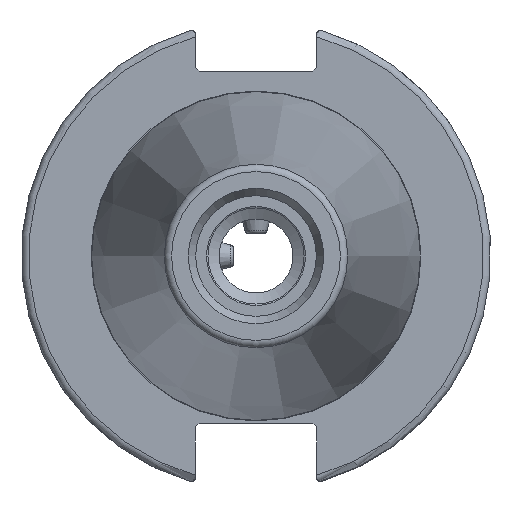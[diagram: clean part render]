
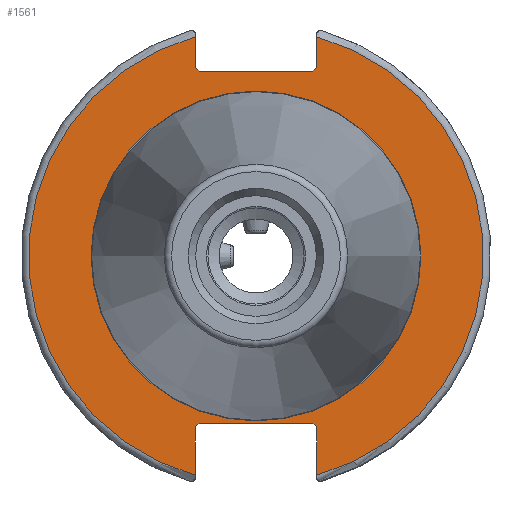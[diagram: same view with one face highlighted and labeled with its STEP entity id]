
A CAD part, left-side view. The second image highlights one B-rep face of the part: STEP entity #1561.
In plain terms, the highlighted planar face has unit normal (-1, 0, 0).
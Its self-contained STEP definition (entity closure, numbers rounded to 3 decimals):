
#57=FACE_BOUND('',#270,.T.);
#68=PLANE('',#1759);
#164=FACE_OUTER_BOUND('',#269,.T.);
#269=EDGE_LOOP('',(#1180,#1181,#1182,#1183,#1184,#1185,#1186,#1187,#1188,
#1189,#1190,#1191));
#270=EDGE_LOOP('',(#1192));
#368=LINE('',#2661,#477);
#369=LINE('',#2663,#478);
#370=LINE('',#2665,#479);
#371=LINE('',#2667,#480);
#372=LINE('',#2669,#481);
#373=LINE('',#2673,#482);
#374=LINE('',#2675,#483);
#375=LINE('',#2677,#484);
#376=LINE('',#2679,#485);
#377=LINE('',#2680,#486);
#477=VECTOR('',#2041,10.);
#478=VECTOR('',#2042,10.);
#479=VECTOR('',#2043,10.);
#480=VECTOR('',#2044,10.);
#481=VECTOR('',#2045,10.);
#482=VECTOR('',#2048,10.);
#483=VECTOR('',#2049,10.);
#484=VECTOR('',#2050,10.);
#485=VECTOR('',#2051,10.);
#486=VECTOR('',#2052,10.);
#595=CIRCLE('',#1757,22.3);
#597=CIRCLE('',#1760,30.75);
#598=CIRCLE('',#1761,30.75);
#717=VERTEX_POINT('',#2652);
#718=VERTEX_POINT('',#2657);
#719=VERTEX_POINT('',#2658);
#720=VERTEX_POINT('',#2660);
#721=VERTEX_POINT('',#2662);
#722=VERTEX_POINT('',#2664);
#723=VERTEX_POINT('',#2666);
#724=VERTEX_POINT('',#2668);
#725=VERTEX_POINT('',#2670);
#726=VERTEX_POINT('',#2672);
#727=VERTEX_POINT('',#2674);
#728=VERTEX_POINT('',#2676);
#729=VERTEX_POINT('',#2678);
#888=EDGE_CURVE('',#717,#717,#595,.T.);
#890=EDGE_CURVE('',#718,#719,#597,.T.);
#891=EDGE_CURVE('',#718,#720,#368,.T.);
#892=EDGE_CURVE('',#721,#720,#369,.T.);
#893=EDGE_CURVE('',#721,#722,#370,.T.);
#894=EDGE_CURVE('',#723,#722,#371,.T.);
#895=EDGE_CURVE('',#723,#724,#372,.T.);
#896=EDGE_CURVE('',#725,#724,#598,.T.);
#897=EDGE_CURVE('',#725,#726,#373,.T.);
#898=EDGE_CURVE('',#727,#726,#374,.T.);
#899=EDGE_CURVE('',#727,#728,#375,.T.);
#900=EDGE_CURVE('',#729,#728,#376,.T.);
#901=EDGE_CURVE('',#729,#719,#377,.T.);
#1180=ORIENTED_EDGE('',*,*,#890,.F.);
#1181=ORIENTED_EDGE('',*,*,#891,.T.);
#1182=ORIENTED_EDGE('',*,*,#892,.F.);
#1183=ORIENTED_EDGE('',*,*,#893,.T.);
#1184=ORIENTED_EDGE('',*,*,#894,.F.);
#1185=ORIENTED_EDGE('',*,*,#895,.T.);
#1186=ORIENTED_EDGE('',*,*,#896,.F.);
#1187=ORIENTED_EDGE('',*,*,#897,.T.);
#1188=ORIENTED_EDGE('',*,*,#898,.F.);
#1189=ORIENTED_EDGE('',*,*,#899,.T.);
#1190=ORIENTED_EDGE('',*,*,#900,.F.);
#1191=ORIENTED_EDGE('',*,*,#901,.T.);
#1192=ORIENTED_EDGE('',*,*,#888,.F.);
#1561=ADVANCED_FACE('',(#164,#57),#68,.T.);
#1757=AXIS2_PLACEMENT_3D('',#2654,#2033,#2034);
#1759=AXIS2_PLACEMENT_3D('',#2656,#2037,#2038);
#1760=AXIS2_PLACEMENT_3D('',#2659,#2039,#2040);
#1761=AXIS2_PLACEMENT_3D('',#2671,#2046,#2047);
#2033=DIRECTION('center_axis',(-1.,0.,0.));
#2034=DIRECTION('ref_axis',(0.,-1.,0.));
#2037=DIRECTION('center_axis',(-1.,0.,0.));
#2038=DIRECTION('ref_axis',(0.,0.,1.));
#2039=DIRECTION('center_axis',(1.,0.,0.));
#2040=DIRECTION('ref_axis',(0.,-1.,0.));
#2041=DIRECTION('',(0.,0.,-1.));
#2042=DIRECTION('',(0.,-0.707,0.707));
#2043=DIRECTION('',(0.,1.,0.));
#2044=DIRECTION('',(0.,-0.707,-0.707));
#2045=DIRECTION('',(0.,0.,1.));
#2046=DIRECTION('center_axis',(1.,0.,0.));
#2047=DIRECTION('ref_axis',(0.,1.,0.));
#2048=DIRECTION('',(0.,0.,1.));
#2049=DIRECTION('',(0.,0.707,-0.707));
#2050=DIRECTION('',(0.,-1.,0.));
#2051=DIRECTION('',(0.,0.707,0.707));
#2052=DIRECTION('',(0.,0.,-1.));
#2652=CARTESIAN_POINT('',(3.175,0.,22.3));
#2654=CARTESIAN_POINT('Origin',(3.175,0.,0.));
#2656=CARTESIAN_POINT('Origin',(3.175,31.75,0.));
#2657=CARTESIAN_POINT('',(3.175,-8.19,29.639));
#2658=CARTESIAN_POINT('',(3.175,-8.19,-29.639));
#2659=CARTESIAN_POINT('Origin',(3.175,0.,0.));
#2660=CARTESIAN_POINT('',(3.175,-8.19,25.5));
#2661=CARTESIAN_POINT('',(3.175,-8.19,12.5));
#2662=CARTESIAN_POINT('',(3.175,-7.69,25.));
#2663=CARTESIAN_POINT('',(3.175,8.295,9.015));
#2664=CARTESIAN_POINT('',(3.175,7.69,25.));
#2665=CARTESIAN_POINT('',(3.175,15.875,25.));
#2666=CARTESIAN_POINT('',(3.175,8.19,25.5));
#2667=CARTESIAN_POINT('',(3.175,7.58,24.89));
#2668=CARTESIAN_POINT('',(3.175,8.19,29.639));
#2669=CARTESIAN_POINT('',(3.175,8.19,12.5));
#2670=CARTESIAN_POINT('',(3.175,8.19,-29.639));
#2671=CARTESIAN_POINT('Origin',(3.175,0.,0.));
#2672=CARTESIAN_POINT('',(3.175,8.19,-23.1));
#2673=CARTESIAN_POINT('',(3.175,8.19,-11.3));
#2674=CARTESIAN_POINT('',(3.175,7.69,-22.6));
#2675=CARTESIAN_POINT('',(3.175,8.18,-23.09));
#2676=CARTESIAN_POINT('',(3.175,-7.69,-22.6));
#2677=CARTESIAN_POINT('',(3.175,15.875,-22.6));
#2678=CARTESIAN_POINT('',(3.175,-8.19,-23.1));
#2679=CARTESIAN_POINT('',(3.175,7.695,-7.215));
#2680=CARTESIAN_POINT('',(3.175,-8.19,-11.3));
